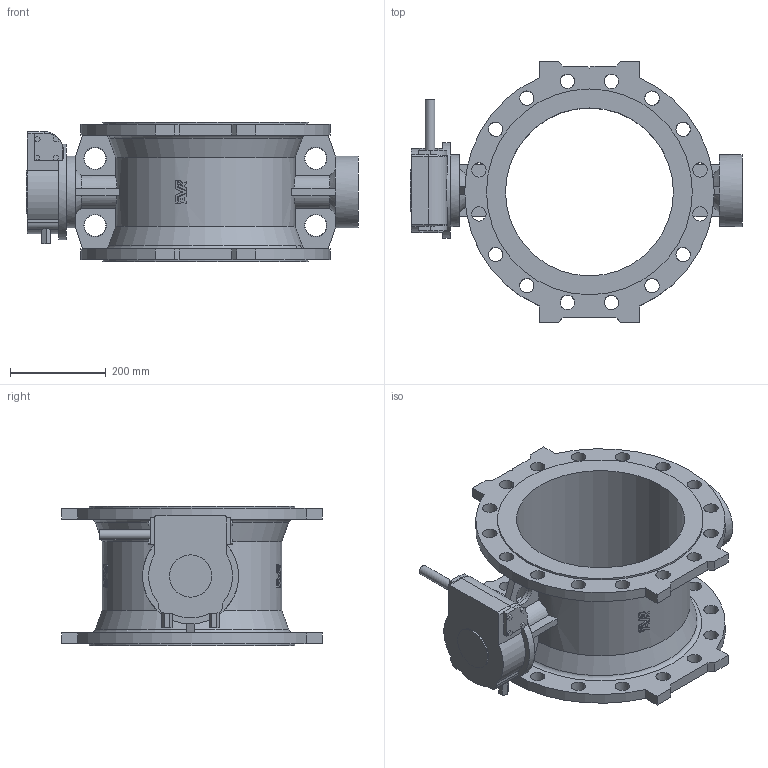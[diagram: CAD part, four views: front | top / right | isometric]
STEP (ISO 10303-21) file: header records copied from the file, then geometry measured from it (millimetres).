
FILE_DESCRIPTION (( 'STEP AP203' ), '1' );
FILE_NAME ('O_756_106_DN350_1XX_AA0_step.step', '2016-03-09T09:25:16', ( 'Windows User' ), ( 'AVK' ), 'SwSTEP 2.0', 'SolidWorks 2012', '' );
FILE_SCHEMA (( 'CONFIG_CONTROL_DESIGN' ));
Length unit declared in the file: millimetre
Products named in the file (1): O_756_106_DN350_1XX_AA0_step
Bounding box: 692 x 544 x 290 mm (x, y, z)
Volume: 14538023.6 mm3; surface area: 1412373.4 mm2
Topology: 1 solids, 1 shells, 415 faces, 1194 edges, 802 vertices
Faces by surface type: plane 237, bspline 78, cylinder 74, cone 20, torus 6
Full cylindrical faces by diameter (mm): 20 x1, 30 x32, 88 x1, 150 x2, 200 x1, 350 x1, 429 x2
Entity records: 17185 total; most frequent: CARTESIAN_POINT 7075, ORIENTED_EDGE 2226, DIRECTION 1700, EDGE_CURVE 1113, VERTEX_POINT 769, LINE 648, VECTOR 648, EDGE_LOOP 558
